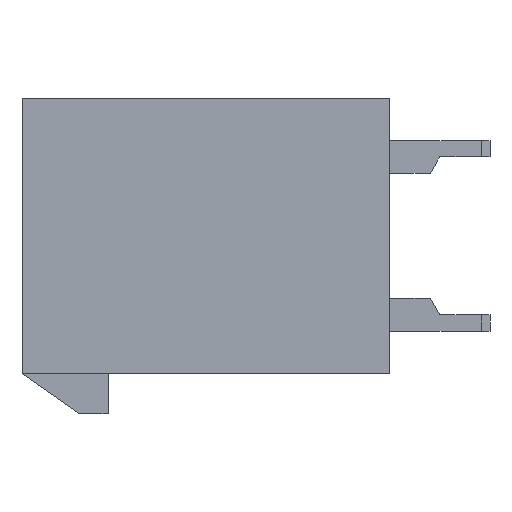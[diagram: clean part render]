
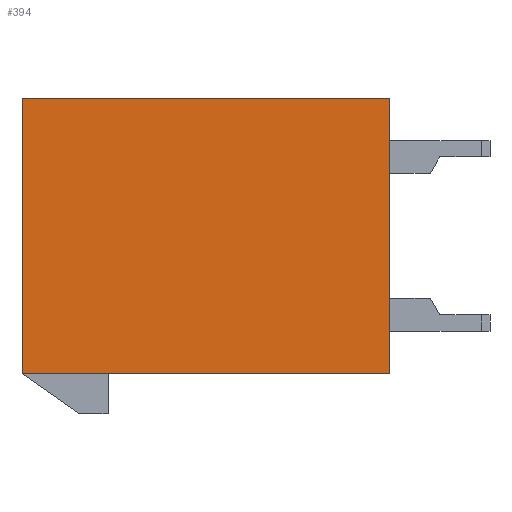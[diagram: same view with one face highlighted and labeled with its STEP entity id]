
A CAD part, left-side view. The second image highlights one B-rep face of the part: STEP entity #394.
In plain terms, the highlighted planar face has unit normal (-1, 0, 0).
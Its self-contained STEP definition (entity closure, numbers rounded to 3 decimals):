
#10 = CARTESIAN_POINT ( 'NONE',  ( -2.7, 0., 5.5 ) ) ;
#25 = FACE_OUTER_BOUND ( 'NONE', #144, .T. ) ;
#126 = DIRECTION ( 'NONE',  ( 0., 0., 1. ) ) ;
#133 = VECTOR ( 'NONE', #1041, 1000. ) ;
#144 = EDGE_LOOP ( 'NONE', ( #402, #222, #434, #724 ) ) ;
#222 = ORIENTED_EDGE ( 'NONE', *, *, #771, .F. ) ;
#240 = DIRECTION ( 'NONE',  ( 1., 0., 0. ) ) ;
#254 = DIRECTION ( 'NONE',  ( 0., 0., -1. ) ) ;
#273 = LINE ( 'NONE', #1097, #744 ) ;
#277 = VERTEX_POINT ( 'NONE', #553 ) ;
#359 = CARTESIAN_POINT ( 'NONE',  ( -2.7, 12.8, 5.5 ) ) ;
#394 = ADVANCED_FACE ( 'NONE', ( #25 ), #588, .F. ) ;
#402 = ORIENTED_EDGE ( 'NONE', *, *, #860, .T. ) ;
#411 = CARTESIAN_POINT ( 'NONE',  ( -2.7, 12.8, 5.5 ) ) ;
#434 = ORIENTED_EDGE ( 'NONE', *, *, #797, .F. ) ;
#463 = VERTEX_POINT ( 'NONE', #853 ) ;
#472 = VERTEX_POINT ( 'NONE', #411 ) ;
#478 = VECTOR ( 'NONE', #988, 1000. ) ;
#488 = VECTOR ( 'NONE', #891, 1000. ) ;
#499 = AXIS2_PLACEMENT_3D ( 'NONE', #683, #240, #254 ) ;
#553 = CARTESIAN_POINT ( 'NONE',  ( -2.7, 0., -4.1 ) ) ;
#559 = EDGE_CURVE ( 'NONE', #463, #277, #794, .T. ) ;
#588 = PLANE ( 'NONE',  #499 ) ;
#683 = CARTESIAN_POINT ( 'NONE',  ( -2.7, 12.8, 5.5 ) ) ;
#724 = ORIENTED_EDGE ( 'NONE', *, *, #559, .T. ) ;
#744 = VECTOR ( 'NONE', #126, 1000. ) ;
#771 = EDGE_CURVE ( 'NONE', #472, #1085, #1116, .T. ) ;
#774 = CARTESIAN_POINT ( 'NONE',  ( -2.7, 12.8, -4.1 ) ) ;
#794 = LINE ( 'NONE', #774, #133 ) ;
#797 = EDGE_CURVE ( 'NONE', #463, #472, #1145, .T. ) ;
#853 = CARTESIAN_POINT ( 'NONE',  ( -2.7, 12.8, -4.1 ) ) ;
#860 = EDGE_CURVE ( 'NONE', #277, #1085, #273, .T. ) ;
#891 = DIRECTION ( 'NONE',  ( 0., 0., 1. ) ) ;
#974 = CARTESIAN_POINT ( 'NONE',  ( -2.7, 12.8, 5.5 ) ) ;
#988 = DIRECTION ( 'NONE',  ( 0., -1., 0. ) ) ;
#1041 = DIRECTION ( 'NONE',  ( 0., -1., 0. ) ) ;
#1085 = VERTEX_POINT ( 'NONE', #10 ) ;
#1097 = CARTESIAN_POINT ( 'NONE',  ( -2.7, 0., 5.5 ) ) ;
#1116 = LINE ( 'NONE', #359, #478 ) ;
#1145 = LINE ( 'NONE', #974, #488 ) ;
